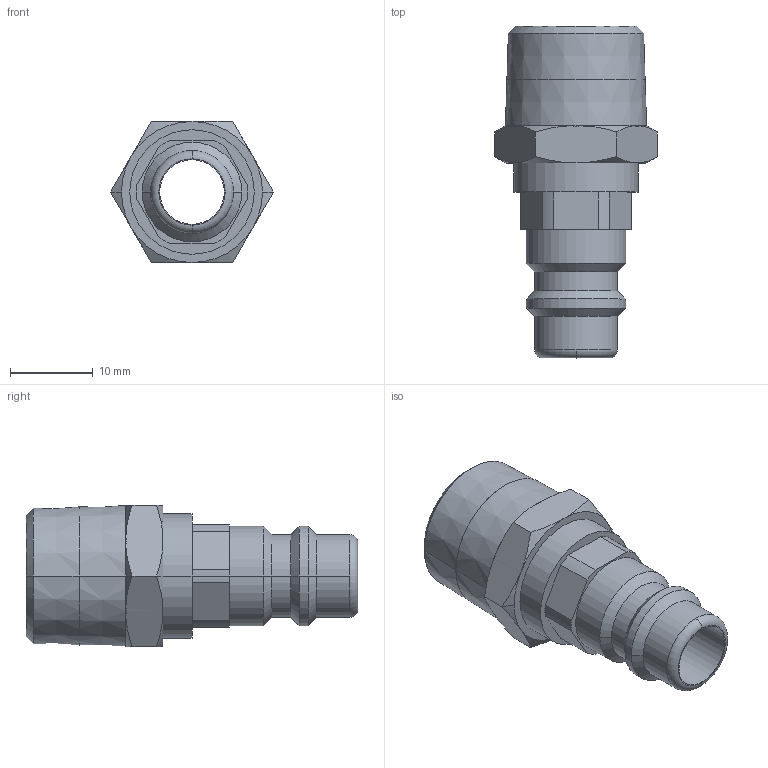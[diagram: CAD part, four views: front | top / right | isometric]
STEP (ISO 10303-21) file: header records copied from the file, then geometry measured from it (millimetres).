
FILE_DESCRIPTION(('STEP AP214'),'1');
FILE_NAME('esik_38_nars.stp','2020-03-05T09:14:48',('TraceParts'),('TraceParts S.A.'),'Spatial InterOp 3D',' ',' ');
FILE_SCHEMA(('automotive_design'));
Length unit declared in the file: millimetre
Products named in the file (1): 1
Bounding box: 19.63 x 40 x 17.01 mm (x, y, z)
Volume: 4444 mm3; surface area: 3168.8 mm2
Topology: 1 solids, 1 shells, 71 faces, 177 edges, 113 vertices
Faces by surface type: cone 28, cylinder 22, plane 19, torus 2
Entity records: 2744 total; most frequent: CARTESIAN_POINT 458, DIRECTION 378, ORIENTED_EDGE 354, EDGE_CURVE 177, AXIS2_PLACEMENT_3D 153, VERTEX_POINT 113, CIRCLE 81, EDGE_LOOP 78
